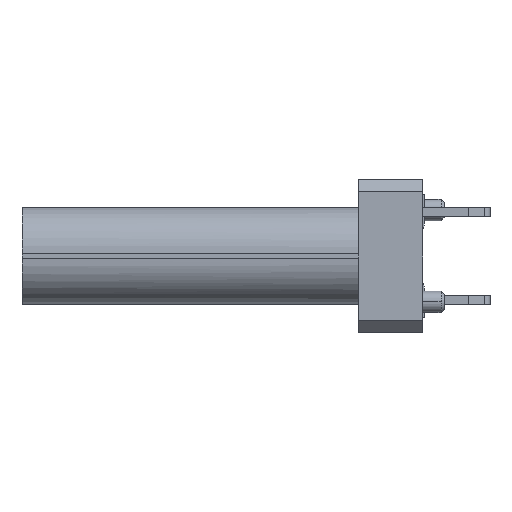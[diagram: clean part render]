
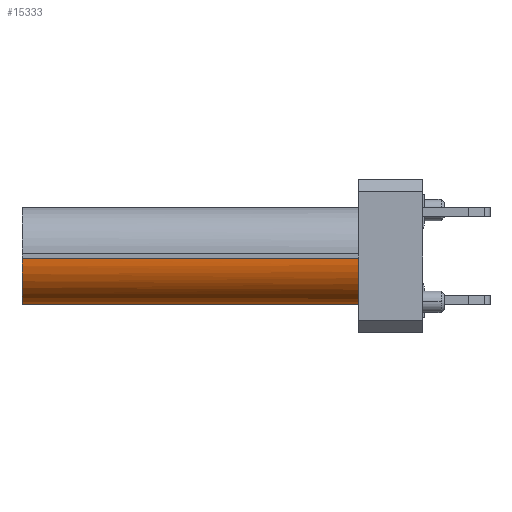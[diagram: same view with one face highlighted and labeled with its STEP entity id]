
A CAD part, left-side view. The second image highlights one B-rep face of the part: STEP entity #15333.
In plain terms, the highlighted cylindrical face has radius 1.5 mm (diameter 3 mm), a partial arc.
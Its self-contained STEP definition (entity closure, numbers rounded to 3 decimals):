
#2816=CARTESIAN_POINT('',(4.405,7.209,2.173));
#2817=DIRECTION('',(0.,-1.,0.));
#2818=DIRECTION('',(-1.,0.,0.));
#2819=AXIS2_PLACEMENT_3D('',#2816,#2817,#2818);
#2839=DIRECTION('',(0.,-1.,0.));
#2840=VECTOR('',#2839,11.);
#2841=CARTESIAN_POINT('',(4.405,18.209,0.673));
#2842=LINE('',#2841,#2840);
#2846=DIRECTION('',(0.,1.,0.));
#2847=VECTOR('',#2846,11.);
#2848=CARTESIAN_POINT('',(2.905,7.209,2.173));
#2849=LINE('',#2848,#2847);
#3605=CARTESIAN_POINT('',(4.405,18.209,2.173));
#3606=DIRECTION('',(0.,1.,0.));
#3607=DIRECTION('',(0.,0.,-1.));
#3608=AXIS2_PLACEMENT_3D('',#3605,#3606,#3607);
#3657=CARTESIAN_POINT('',(4.405,7.209,2.173));
#3658=DIRECTION('',(0.,-1.,0.));
#3659=DIRECTION('',(-0.626,0.,-0.78));
#3660=AXIS2_PLACEMENT_3D('',#3657,#3658,#3659);
#11190=CARTESIAN_POINT('',(4.405,18.209,
0.673));
#11192=VERTEX_POINT('',#11190);
#11193=CARTESIAN_POINT('',(2.905,18.209,2.173));
#11194=VERTEX_POINT('',#11193);
#11332=CARTESIAN_POINT('',(4.405,7.209,
0.673));
#11334=VERTEX_POINT('',#11332);
#11427=CARTESIAN_POINT('',(3.467,7.209,1.003));
#11428=VERTEX_POINT('',#11427);
#11429=CARTESIAN_POINT('',(2.905,7.209,2.173));
#11430=VERTEX_POINT('',#11429);
#15317=CARTESIAN_POINT('',(4.405,22.209,2.173));
#15318=DIRECTION('',(0.,-1.,0.));
#15319=DIRECTION('',(0.,0.,-1.));
#15320=AXIS2_PLACEMENT_3D('',#15317,#15318,#15319);
#15321=CYLINDRICAL_SURFACE('',#15320,1.5);
#15323=ORIENTED_EDGE('',*,*,#15322,.F.);
#15325=ORIENTED_EDGE('',*,*,#15324,.T.);
#15327=ORIENTED_EDGE('',*,*,#15326,.F.);
#15328=ORIENTED_EDGE('',*,*,#15308,.T.);
#15330=ORIENTED_EDGE('',*,*,#15329,.T.);
#15331=EDGE_LOOP('',(#15323,#15325,#15327,#15328,#15330));
#15332=FACE_OUTER_BOUND('',#15331,.F.);
#2820=CIRCLE('',#2819,1.5);
#3609=CIRCLE('',#3608,1.5);
#3661=CIRCLE('',#3660,1.5);
#15308=EDGE_CURVE('',#11430,#11428,#2820,.T.);
#15322=EDGE_CURVE('',#11192,#11334,#2842,.T.);
#15324=EDGE_CURVE('',#11192,#11194,#3609,.T.);
#15326=EDGE_CURVE('',#11430,#11194,#2849,.T.);
#15329=EDGE_CURVE('',#11428,#11334,#3661,.T.);
#15333=ADVANCED_FACE('',(#15332),#15321,.T.);
